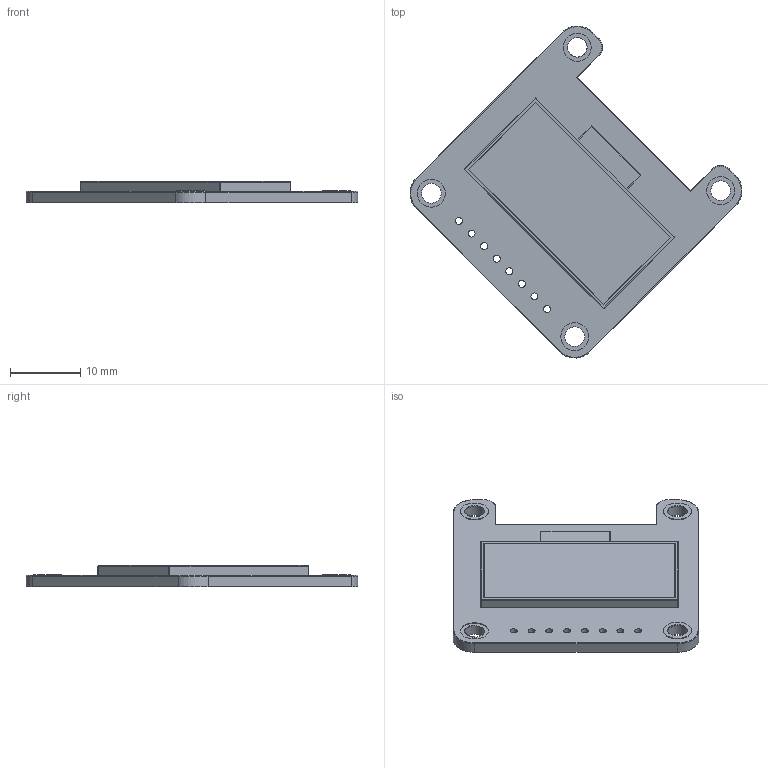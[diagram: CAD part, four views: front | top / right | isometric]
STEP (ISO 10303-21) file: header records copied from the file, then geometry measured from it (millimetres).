
FILE_DESCRIPTION(('FreeCAD Model'),'2;1');
FILE_NAME('Open CASCADE Shape Model','2024-11-01T07:32:11',(''),(''), 'Open CASCADE STEP processor 7.6','FreeCAD','Unknown');
FILE_SCHEMA(('AUTOMOTIVE_DESIGN { 1 0 10303 214 1 1 1 1 }'));
Length unit declared in the file: millimetre
Products named in the file (1): Adafruit_SSD1306
Bounding box: 47.38 x 47.38 x 3 mm (x, y, z)
Volume: 2276.1 mm3; surface area: 2594.3 mm2
Topology: 1 solids, 1 shells, 98 faces, 238 edges, 142 vertices
Faces by surface type: cylinder 53, plane 33, torus 6, sphere 6
Full cylindrical faces by diameter (mm): 1 x8, 2.8 x8, 4 x4
Entity records: 3586 total; most frequent: DIRECTION 544, CARTESIAN_POINT 473, ORIENTED_EDGE 464, EDGE_CURVE 232, AXIS2_PLACEMENT_3D 213, VERTEX_POINT 142, FACE_BOUND 128, EDGE_LOOP 128
